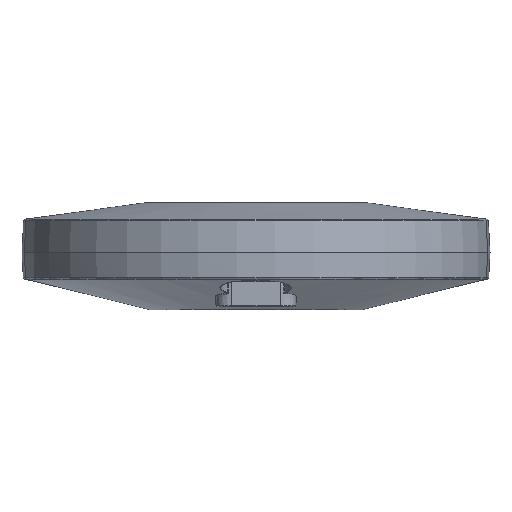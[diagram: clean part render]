
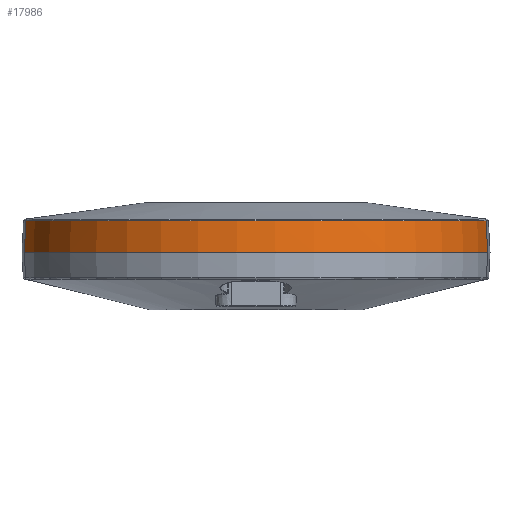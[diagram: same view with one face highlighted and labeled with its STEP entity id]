
A CAD part, front view. The second image highlights one B-rep face of the part: STEP entity #17986.
In plain terms, the highlighted conical face has half-angle 3 degrees and reference radius 33.777 mm.
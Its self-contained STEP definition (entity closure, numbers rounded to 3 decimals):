
#1508=CIRCLE('',#19451,33.657);
#1510=CIRCLE('',#19508,33.897);
#5067=FACE_OUTER_BOUND('',#6110,.T.);
#6110=EDGE_LOOP('',(#15423,#15424,#15425,#15426));
#6881=B_SPLINE_CURVE_WITH_KNOTS('',3,(#37744,#37745,#37746,#37747,#37748,
#37749),.UNSPECIFIED.,.F.,.F.,(4,1,1,4),(0.,0.333,0.667,
1.),.UNSPECIFIED.);
#6882=B_SPLINE_CURVE_WITH_KNOTS('',3,(#37753,#37754,#37755,#37756,#37757,
#37758),.UNSPECIFIED.,.F.,.F.,(4,1,1,4),(0.,0.333,0.667,
1.),.UNSPECIFIED.);
#8119=VERTEX_POINT('',#36315);
#8120=VERTEX_POINT('',#36326);
#8258=VERTEX_POINT('',#37742);
#8259=VERTEX_POINT('',#37751);
#10530=EDGE_CURVE('',#8120,#8119,#1508,.T.);
#10736=EDGE_CURVE('',#8258,#8119,#6881,.T.);
#10737=EDGE_CURVE('',#8258,#8259,#1510,.T.);
#10738=EDGE_CURVE('',#8259,#8120,#6882,.T.);
#15423=ORIENTED_EDGE('',*,*,#10736,.F.);
#15424=ORIENTED_EDGE('',*,*,#10737,.T.);
#15425=ORIENTED_EDGE('',*,*,#10738,.T.);
#15426=ORIENTED_EDGE('',*,*,#10530,.T.);
#17210=CONICAL_SURFACE('',#19507,33.777,0.052);
#17986=ADVANCED_FACE('',(#5067),#17210,.T.);
#19451=AXIS2_PLACEMENT_3D('',#36327,#22941,#22942);
#19507=AXIS2_PLACEMENT_3D('',#37750,#23212,#23213);
#19508=AXIS2_PLACEMENT_3D('',#37752,#23214,#23215);
#22941=DIRECTION('center_axis',(0.,0.,-1.));
#22942=DIRECTION('ref_axis',(0.989,-0.147,0.));
#23212=DIRECTION('center_axis',(0.,0.,-1.));
#23213=DIRECTION('ref_axis',(1.,0.,0.));
#23214=DIRECTION('center_axis',(0.,0.,1.));
#23215=DIRECTION('ref_axis',(-0.988,-0.154,0.));
#36315=CARTESIAN_POINT('',(-33.294,-4.933,4.135));
#36326=CARTESIAN_POINT('',(33.294,-4.933,4.135));
#36327=CARTESIAN_POINT('Origin',(0.,0.,4.135));
#37742=CARTESIAN_POINT('',(-33.496,-5.203,-0.45));
#37744=CARTESIAN_POINT('Ctrl Pts',(-33.496,-5.203,-0.45));
#37745=CARTESIAN_POINT('Ctrl Pts',(-33.473,-5.173,0.061));
#37746=CARTESIAN_POINT('Ctrl Pts',(-33.428,-5.113,1.082));
#37747=CARTESIAN_POINT('Ctrl Pts',(-33.361,-5.023,2.61));
#37748=CARTESIAN_POINT('Ctrl Pts',(-33.316,-4.963,3.627));
#37749=CARTESIAN_POINT('Ctrl Pts',(-33.294,-4.933,4.135));
#37750=CARTESIAN_POINT('Origin',(0.,0.,1.842));
#37751=CARTESIAN_POINT('',(33.496,-5.203,-0.45));
#37752=CARTESIAN_POINT('Origin',(0.,0.,-0.45));
#37753=CARTESIAN_POINT('Ctrl Pts',(33.496,-5.203,-0.45));
#37754=CARTESIAN_POINT('Ctrl Pts',(33.473,-5.173,0.061));
#37755=CARTESIAN_POINT('Ctrl Pts',(33.428,-5.113,1.082));
#37756=CARTESIAN_POINT('Ctrl Pts',(33.361,-5.023,2.61));
#37757=CARTESIAN_POINT('Ctrl Pts',(33.316,-4.963,3.627));
#37758=CARTESIAN_POINT('Ctrl Pts',(33.294,-4.933,4.135));
